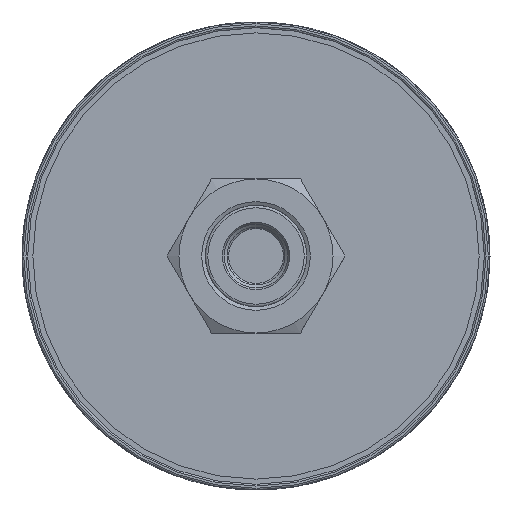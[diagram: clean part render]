
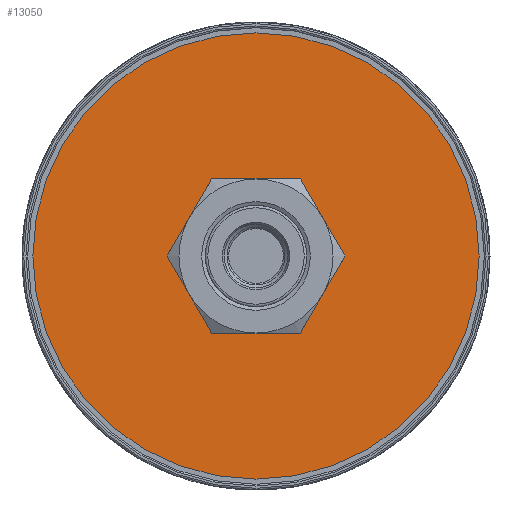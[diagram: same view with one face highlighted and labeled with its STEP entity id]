
A CAD part, front view. The second image highlights one B-rep face of the part: STEP entity #13050.
In plain terms, the highlighted planar face has unit normal (0, -1, 0).
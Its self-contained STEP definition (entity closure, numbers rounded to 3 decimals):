
#192=FACE_BOUND('',#2107,.T.);
#763=PLANE('',#14181);
#1336=FACE_OUTER_BOUND('',#2106,.T.);
#2106=EDGE_LOOP('',(#10777));
#2107=EDGE_LOOP('',(#10778));
#4801=CIRCLE('',#14182,39.1);
#4802=CIRCLE('',#14183,6.35);
#5891=VERTEX_POINT('',#22643);
#5892=VERTEX_POINT('',#22645);
#7573=EDGE_CURVE('',#5891,#5891,#4801,.T.);
#7574=EDGE_CURVE('',#5892,#5892,#4802,.T.);
#10777=ORIENTED_EDGE('',*,*,#7573,.T.);
#10778=ORIENTED_EDGE('',*,*,#7574,.F.);
#13050=ADVANCED_FACE('',(#1336,#192),#763,.F.);
#14181=AXIS2_PLACEMENT_3D('',#22642,#17301,#17302);
#14182=AXIS2_PLACEMENT_3D('',#22644,#17303,#17304);
#14183=AXIS2_PLACEMENT_3D('',#22646,#17305,#17306);
#17301=DIRECTION('center_axis',(0.,1.,0.));
#17302=DIRECTION('ref_axis',(1.,0.,0.));
#17303=DIRECTION('center_axis',(0.,-1.,0.));
#17304=DIRECTION('ref_axis',(1.,0.,0.));
#17305=DIRECTION('center_axis',(0.,-1.,0.));
#17306=DIRECTION('ref_axis',(-1.,0.,0.));
#22642=CARTESIAN_POINT('Origin',(0.,-68.9,
-17.568));
#22643=CARTESIAN_POINT('',(-39.1,-68.9,0.));
#22644=CARTESIAN_POINT('Origin',(0.,-68.9,
0.));
#22645=CARTESIAN_POINT('',(6.35,-68.9,0.));
#22646=CARTESIAN_POINT('Origin',(0.,-68.9,
0.));
